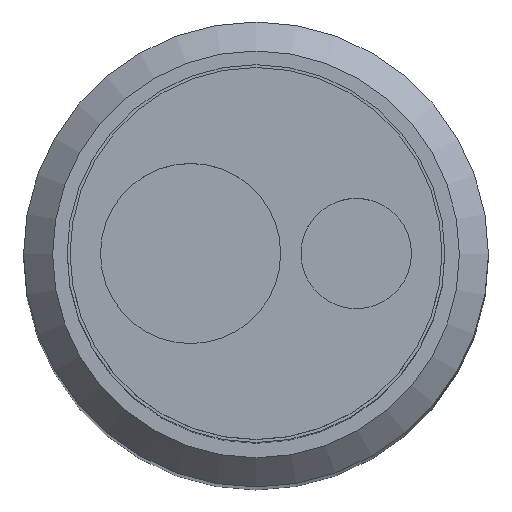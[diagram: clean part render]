
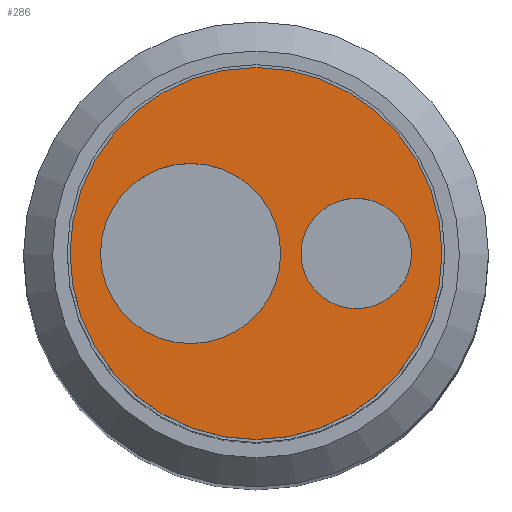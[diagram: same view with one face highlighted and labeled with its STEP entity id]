
A CAD part, top view. The second image highlights one B-rep face of the part: STEP entity #286.
In plain terms, the highlighted planar face has unit normal (0, 0, 1).
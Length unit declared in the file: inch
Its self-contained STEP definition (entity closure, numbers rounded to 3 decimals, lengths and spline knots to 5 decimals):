
#1 = CARTESIAN_POINT ( 'NONE',  ( -0.04429, 0., 1.5748 ) ) ;
#21 = AXIS2_PLACEMENT_3D ( 'NONE', #218, #63, #194 ) ;
#34 = DIRECTION ( 'NONE',  ( 1., 0., 0. ) ) ;
#44 = EDGE_LOOP ( 'NONE', ( #201 ) ) ;
#45 = CIRCLE ( 'NONE', #306, 0.06102 ) ;
#57 = PLANE ( 'NONE',  #216 ) ;
#63 = DIRECTION ( 'NONE',  ( 0., 0., -1. ) ) ;
#73 = EDGE_LOOP ( 'NONE', ( #231 ) ) ;
#75 = CARTESIAN_POINT ( 'NONE',  ( 0.10531, 0., 1.5748 ) ) ;
#90 = CARTESIAN_POINT ( 'NONE',  ( -0.13858, -0.13716, 1.5748 ) ) ;
#91 = FACE_BOUND ( 'NONE', #154, .T. ) ;
#106 = CIRCLE ( 'NONE', #293, 0.12598 ) ;
#113 = CARTESIAN_POINT ( 'NONE',  ( 0., 0., 1.5748 ) ) ;
#142 = FACE_OUTER_BOUND ( 'NONE', #44, .T. ) ;
#154 = EDGE_LOOP ( 'NONE', ( #175 ) ) ;
#168 = DIRECTION ( 'NONE',  ( -1., 0., 0. ) ) ;
#175 = ORIENTED_EDGE ( 'NONE', *, *, #234, .F. ) ;
#179 = VERTEX_POINT ( 'NONE', #228 ) ;
#190 = FACE_BOUND ( 'NONE', #73, .T. ) ;
#194 = DIRECTION ( 'NONE',  ( 1., 0., 0. ) ) ;
#201 = ORIENTED_EDGE ( 'NONE', *, *, #255, .T. ) ;
#208 = VERTEX_POINT ( 'NONE', #75 ) ;
#216 = AXIS2_PLACEMENT_3D ( 'NONE', #90, #275, #245 ) ;
#217 = DIRECTION ( 'NONE',  ( 0., 0., 1. ) ) ;
#218 = CARTESIAN_POINT ( 'NONE',  ( 0.06791, 0., 1.5748 ) ) ;
#228 = CARTESIAN_POINT ( 'NONE',  ( -0.12598, 0., 1.5748 ) ) ;
#230 = CARTESIAN_POINT ( 'NONE',  ( 0.01673, 0., 1.5748 ) ) ;
#231 = ORIENTED_EDGE ( 'NONE', *, *, #295, .T. ) ;
#234 = EDGE_CURVE ( 'NONE', #256, #256, #45, .T. ) ;
#245 = DIRECTION ( 'NONE',  ( 1., 0., 0. ) ) ;
#255 = EDGE_CURVE ( 'NONE', #179, #179, #106, .T. ) ;
#256 = VERTEX_POINT ( 'NONE', #230 ) ;
#273 = CIRCLE ( 'NONE', #21, 0.0374 ) ;
#275 = DIRECTION ( 'NONE',  ( 0., 0., 1. ) ) ;
#286 = ADVANCED_FACE ( 'NONE', ( #91, #190, #142 ), #57, .T. ) ;
#293 = AXIS2_PLACEMENT_3D ( 'NONE', #113, #217, #168 ) ;
#295 = EDGE_CURVE ( 'NONE', #208, #208, #273, .T. ) ;
#305 = DIRECTION ( 'NONE',  ( 0., 0., 1. ) ) ;
#306 = AXIS2_PLACEMENT_3D ( 'NONE', #1, #305, #34 ) ;
